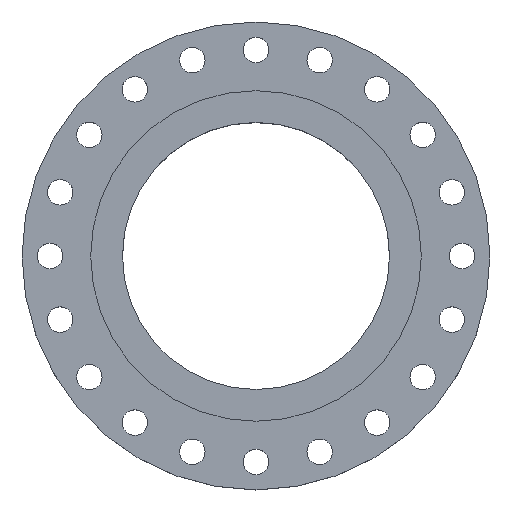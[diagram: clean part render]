
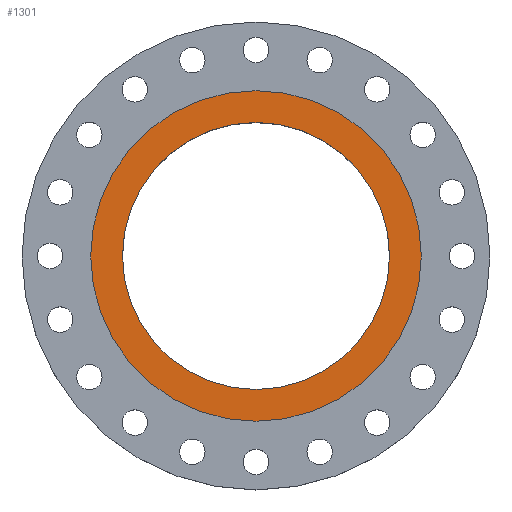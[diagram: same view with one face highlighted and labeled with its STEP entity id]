
A CAD part, top view. The second image highlights one B-rep face of the part: STEP entity #1301.
In plain terms, the highlighted planar face has unit normal (0, 0, 1).
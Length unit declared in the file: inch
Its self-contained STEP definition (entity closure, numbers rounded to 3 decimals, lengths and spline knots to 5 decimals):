
#1 = DIRECTION ( 'NONE',  ( 0., 0., 1. ) ) ;
#10 = AXIS2_PLACEMENT_3D ( 'NONE', #1402, #1, #1260 ) ;
#25 = CARTESIAN_POINT ( 'NONE',  ( 8.125, 0., 0. ) ) ;
#54 = DIRECTION ( 'NONE',  ( -1., 0., 0. ) ) ;
#62 = VERTEX_POINT ( 'NONE', #943 ) ;
#85 = AXIS2_PLACEMENT_3D ( 'NONE', #1388, #300, #1851 ) ;
#102 = AXIS2_PLACEMENT_3D ( 'NONE', #172, #504, #54 ) ;
#131 = EDGE_CURVE ( 'NONE', #62, #1436, #1345, .T. ) ;
#172 = CARTESIAN_POINT ( 'NONE',  ( 0., 6.562, 0. ) ) ;
#173 = DIRECTION ( 'NONE',  ( 0., 0., 1. ) ) ;
#247 = ORIENTED_EDGE ( 'NONE', *, *, #1775, .T. ) ;
#300 = DIRECTION ( 'NONE',  ( 0., 0., 1. ) ) ;
#462 = EDGE_CURVE ( 'NONE', #703, #1068, #1819, .T. ) ;
#504 = DIRECTION ( 'NONE',  ( 0., 0., -1. ) ) ;
#517 = FACE_OUTER_BOUND ( 'NONE', #1180, .T. ) ;
#703 = VERTEX_POINT ( 'NONE', #25 ) ;
#828 = DIRECTION ( 'NONE',  ( 1., 0., 0. ) ) ;
#855 = CARTESIAN_POINT ( 'NONE',  ( -8.125, 0., 0. ) ) ;
#943 = CARTESIAN_POINT ( 'NONE',  ( -6.562, 0., 0. ) ) ;
#956 = CIRCLE ( 'NONE', #85, 6.562 ) ;
#971 = FACE_BOUND ( 'NONE', #1060, .T. ) ;
#1060 = EDGE_LOOP ( 'NONE', ( #1934, #1641 ) ) ;
#1068 = VERTEX_POINT ( 'NONE', #855 ) ;
#1172 = CARTESIAN_POINT ( 'NONE',  ( 0., 0., 0. ) ) ;
#1180 = EDGE_LOOP ( 'NONE', ( #1577, #247 ) ) ;
#1197 = CARTESIAN_POINT ( 'NONE',  ( 6.562, 0., 0. ) ) ;
#1260 = DIRECTION ( 'NONE',  ( 1., 0., 0. ) ) ;
#1301 = ADVANCED_FACE ( 'NONE', ( #971, #517 ), #1459, .F. ) ;
#1306 = DIRECTION ( 'NONE',  ( 0., 0., 1. ) ) ;
#1307 = CARTESIAN_POINT ( 'NONE',  ( 0., 0., 0. ) ) ;
#1345 = CIRCLE ( 'NONE', #1350, 6.562 ) ;
#1350 = AXIS2_PLACEMENT_3D ( 'NONE', #1307, #173, #828 ) ;
#1388 = CARTESIAN_POINT ( 'NONE',  ( 0., 0., 0. ) ) ;
#1402 = CARTESIAN_POINT ( 'NONE',  ( 0., 0., 0. ) ) ;
#1436 = VERTEX_POINT ( 'NONE', #1197 ) ;
#1459 = PLANE ( 'NONE',  #102 ) ;
#1479 = DIRECTION ( 'NONE',  ( 1., 0., 0. ) ) ;
#1577 = ORIENTED_EDGE ( 'NONE', *, *, #462, .T. ) ;
#1641 = ORIENTED_EDGE ( 'NONE', *, *, #131, .F. ) ;
#1690 = AXIS2_PLACEMENT_3D ( 'NONE', #1172, #1306, #1479 ) ;
#1775 = EDGE_CURVE ( 'NONE', #1068, #703, #1995, .T. ) ;
#1819 = CIRCLE ( 'NONE', #1690, 8.125 ) ;
#1851 = DIRECTION ( 'NONE',  ( 1., 0., 0. ) ) ;
#1934 = ORIENTED_EDGE ( 'NONE', *, *, #2044, .F. ) ;
#1995 = CIRCLE ( 'NONE', #10, 8.125 ) ;
#2044 = EDGE_CURVE ( 'NONE', #1436, #62, #956, .T. ) ;
